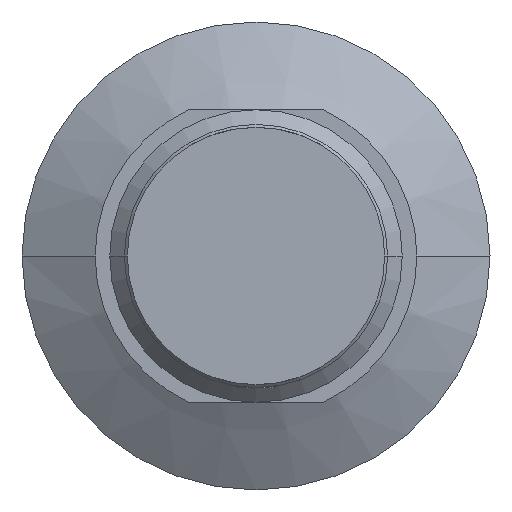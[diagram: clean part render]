
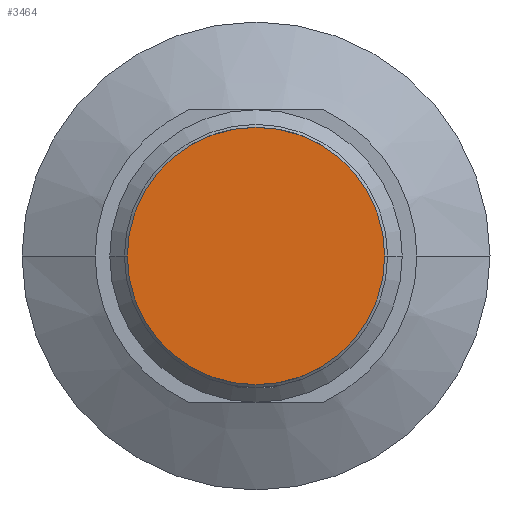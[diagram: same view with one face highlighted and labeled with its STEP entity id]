
A CAD part, front view. The second image highlights one B-rep face of the part: STEP entity #3464.
In plain terms, the highlighted planar face has unit normal (0, -1, 0).
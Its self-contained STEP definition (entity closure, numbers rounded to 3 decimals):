
#7 = EDGE_LOOP ( 'NONE', ( #2960, #1134 ) ) ;
#327 = CIRCLE ( 'NONE', #1850, 2.2 ) ;
#579 = AXIS2_PLACEMENT_3D ( 'NONE', #2277, #1671, #1979 ) ;
#774 = EDGE_CURVE ( 'Defeature ausgef�hrt1_11+Defeature ausgef�hrt1_18+Defeature ausgef�hrt1_18+Defeature ausgef�hrt1_18', #1283, #2735, #1572, .T. ) ;
#781 = CARTESIAN_POINT ( 'NONE',  ( -2.2, 0., 0. ) ) ;
#1134 = ORIENTED_EDGE ( 'NONE', *, *, #1563, .T. ) ;
#1283 = VERTEX_POINT ( 'NONE', #781 ) ;
#1538 = FACE_OUTER_BOUND ( 'NONE', #7, .T. ) ;
#1563 = EDGE_CURVE ( 'Defeature ausgef�hrt1_11+Defeature ausgef�hrt1_18+Defeature ausgef�hrt1_18+Defeature ausgef�hrt1_18', #2735, #1283, #327, .T. ) ;
#1572 = CIRCLE ( 'NONE', #1878, 2.2 ) ;
#1609 = DIRECTION ( 'NONE',  ( -1., 0., 0. ) ) ;
#1671 = DIRECTION ( 'NONE',  ( 0., 1., 0. ) ) ;
#1850 = AXIS2_PLACEMENT_3D ( 'NONE', #2057, #2947, #2376 ) ;
#1878 = AXIS2_PLACEMENT_3D ( 'NONE', #3120, #3413, #1609 ) ;
#1979 = DIRECTION ( 'NONE',  ( 1., 0., 0. ) ) ;
#2057 = CARTESIAN_POINT ( 'NONE',  ( 0., 0., 0. ) ) ;
#2277 = CARTESIAN_POINT ( 'NONE',  ( 0., 0., -1.9 ) ) ;
#2376 = DIRECTION ( 'NONE',  ( -1., 0., 0. ) ) ;
#2735 = VERTEX_POINT ( 'NONE', #3392 ) ;
#2947 = DIRECTION ( 'NONE',  ( 0., -1., 0. ) ) ;
#2960 = ORIENTED_EDGE ( 'NONE', *, *, #774, .T. ) ;
#3120 = CARTESIAN_POINT ( 'NONE',  ( 0., 0., 0. ) ) ;
#3392 = CARTESIAN_POINT ( 'NONE',  ( 2.2, 0., 0. ) ) ;
#3413 = DIRECTION ( 'NONE',  ( 0., -1., 0. ) ) ;
#3464 = ADVANCED_FACE ( 'Defeature ausgef�hrt1_11', ( #1538 ), #3781, .F. ) ;
#3781 = PLANE ( 'NONE',  #579 ) ;
